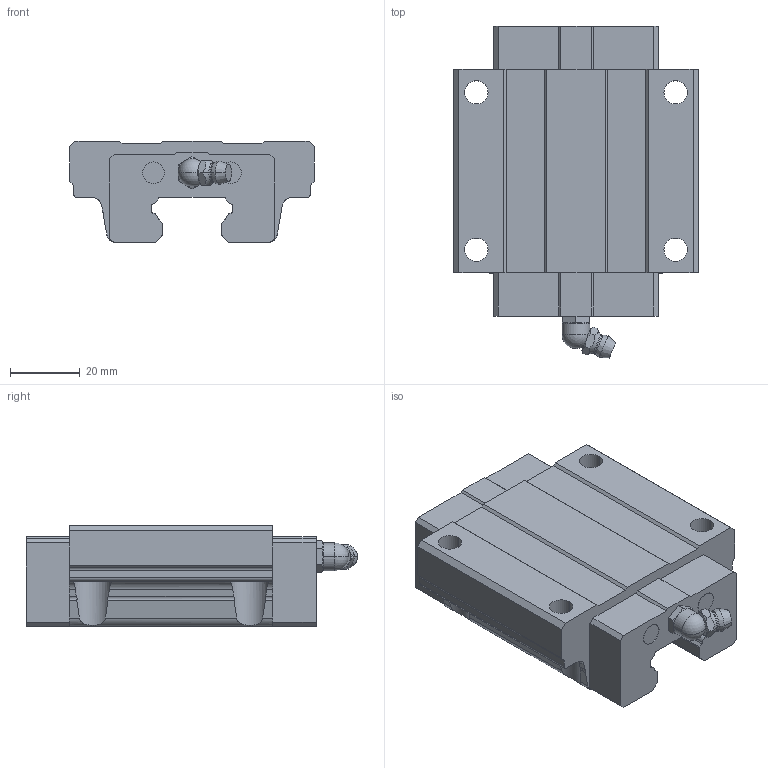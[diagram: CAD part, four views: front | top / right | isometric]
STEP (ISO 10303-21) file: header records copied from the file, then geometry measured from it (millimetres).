
FILE_DESCRIPTION (( 'STEP AP203' ), '1' );
FILE_NAME ('H25FSSG0.step', '2021-02-18T17:47:22', ( '' ), ( '' ), 'SwSTEP 2.0', 'SolidWorks 2019', '' );
FILE_SCHEMA (( 'CONFIG_CONTROL_DESIGN' ));
Length unit declared in the file: millimetre
Products named in the file (1): H25FSSG0
Bounding box: 70 x 95 x 29 mm (x, y, z)
Volume: 107776.2 mm3; surface area: 21963.6 mm2
Topology: 2 solids, 2 shells, 174 faces, 468 edges, 304 vertices
Faces by surface type: plane 85, cylinder 67, cone 12, torus 6, bspline 2, sphere 2
Entity records: 6553 total; most frequent: CARTESIAN_POINT 2145, ORIENTED_EDGE 928, DIRECTION 884, EDGE_CURVE 464, AXIS2_PLACEMENT_3D 311, VERTEX_POINT 302, LINE 262, VECTOR 262
